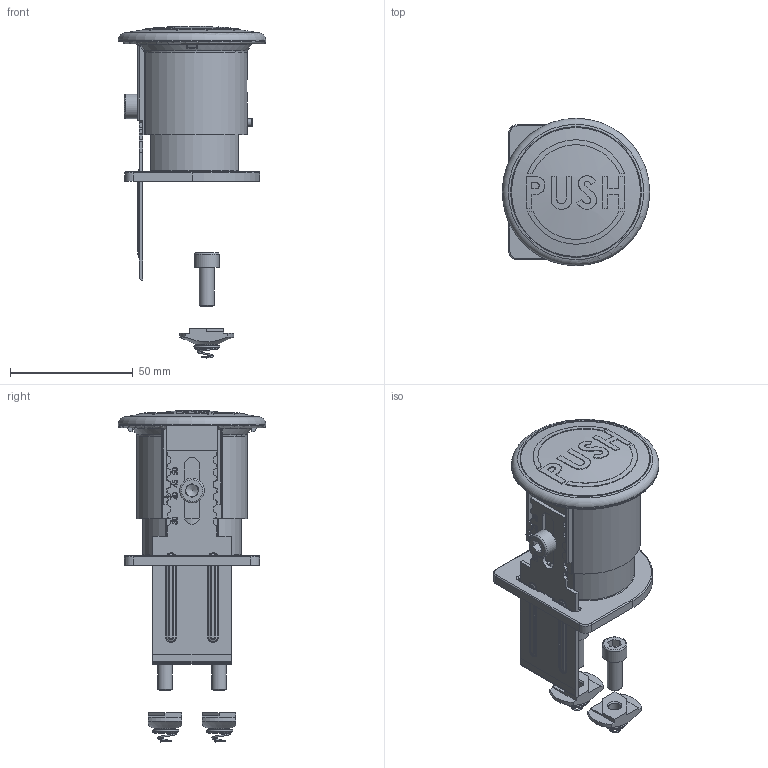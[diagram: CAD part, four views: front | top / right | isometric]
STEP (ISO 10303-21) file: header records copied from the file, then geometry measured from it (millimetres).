
FILE_DESCRIPTION(/* description */ (''),/* implementation_level */ '2;1');
FILE_NAME(/* name */ 'ASLO 14.stp',/* time_stamp */ '2016-10-18T12:44:49+01:00',/* author */ ('kevin'),/* organization */ (''),/* preprocessor_version */ 'ST-DEVELOPER v15.2',/* originating_system */ 'Autodesk Inventor 2014',/* authorisation */ '');
FILE_SCHEMA (('AUTOMOTIVE_DESIGN { 1 0 10303 214 3 1 1 }'));
Length unit declared in the file: millimetre
Products named in the file (15): fath_0957409_1; fath_0957409_2; fath_0957409_3; fath_0957409_4; fath_0957409_5; fath_0957409_6; fath_0957409_7; fath_0957409_8; fath_0957409_9; fath_0957409_10; FTS 6; FTS-S; DIN 912 - M6 x 1 x 16 x 13.5; ASLO 14
Bounding box: 60 x 60 x 135.17 mm (x, y, z)
Volume: 54581 mm3; surface area: 51496.5 mm2
Topology: 16 solids, 16 shells, 1467 faces, 3678 edges, 2275 vertices
Faces by surface type: plane 484, cylinder 365, bspline 307, torus 236, cone 46, sphere 29
Full cylindrical faces by diameter (mm): 2.7 x2, 3 x2, 4.917 x2, 5 x1, 5.7 x1, 6 x4, 6.5 x1, 7 x2, 8 x3, 8.8 x2, 9.8 x2, 10 x5, 13.7 x1, 52.7 x1, 53 x1, 60 x1
Entity records: 76513 total; most frequent: CARTESIAN_POINT 42523, ORIENTED_EDGE 6920, DIRECTION 6451, EDGE_CURVE 3460, AXIS2_PLACEMENT_3D 2489, VERTEX_POINT 2191, EDGE_LOOP 1581, LINE 1473
